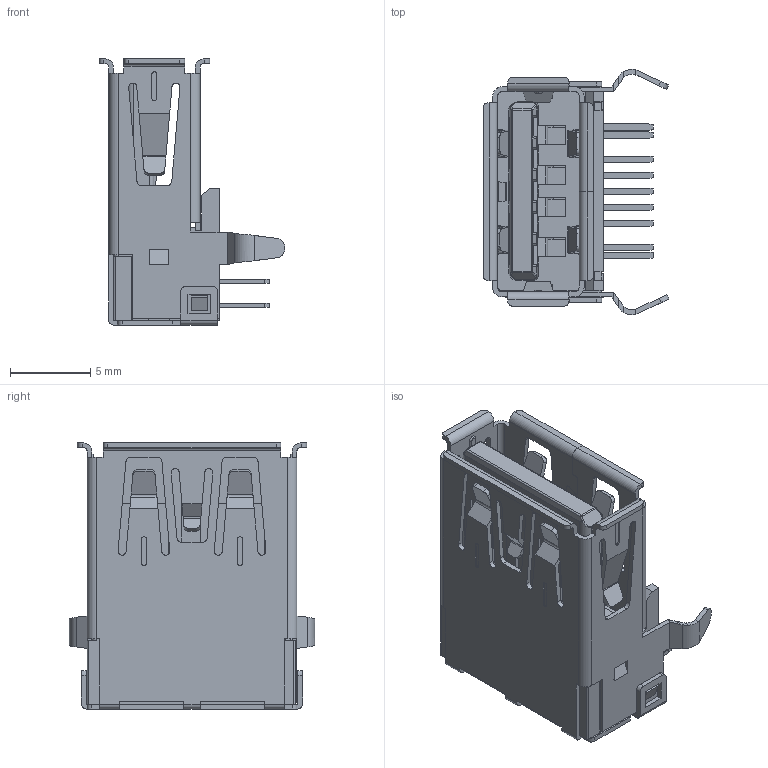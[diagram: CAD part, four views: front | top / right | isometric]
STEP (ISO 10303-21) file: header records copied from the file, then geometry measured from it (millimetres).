
FILE_DESCRIPTION (( 'STEP AP203' ), '1' );
FILE_NAME ('54-00007_revA.STEP', '2016-06-17T23:16:48', ( 'Tensility' ), ( '' ), 'SwSTEP 2.0', 'SolidWorks 2015', '' );
FILE_SCHEMA (( 'CONFIG_CONTROL_DESIGN' ));
Length unit declared in the file: millimetre
Products named in the file (13): 54-00007 pin 9; 54-00007 pin 1; 54-00007 pin 8; 54-00007 shell; 54-00007 pin 7; 54-00007_revA; 54-00007 insulator 2; 54-00007 pin 4; 54-00007 pin 3; 54-00007 insulator; 54-00007 pin 5; 54-00007 pin 6; 54-00007 pin 2
Assembly tree (12 placements, depth 2):
  54-00007_revA
    54-00007 pin 6
    54-00007 pin 9
    54-00007 pin 8
    54-00007 pin 7
    54-00007 insulator 2
    54-00007 pin 4
    54-00007 pin 3
    54-00007 insulator
    54-00007 pin 5
    54-00007 pin 2
    54-00007 pin 1
    54-00007 shell
Bounding box: 11.6 x 15.3 x 16.6 mm (x, y, z)
Volume: 660.1 mm3; surface area: 3072.5 mm2
Topology: 12 solids, 12 shells, 1373 faces, 3946 edges, 2569 vertices
Faces by surface type: plane 1002, cylinder 331, sphere 18, torus 18, bspline 4
Entity records: 46204 total; most frequent: CARTESIAN_POINT 8664, ORIENTED_EDGE 7892, DIRECTION 7154, EDGE_CURVE 3946, LINE 3208, VECTOR 3208, VERTEX_POINT 2569, AXIS2_PLACEMENT_3D 1973
